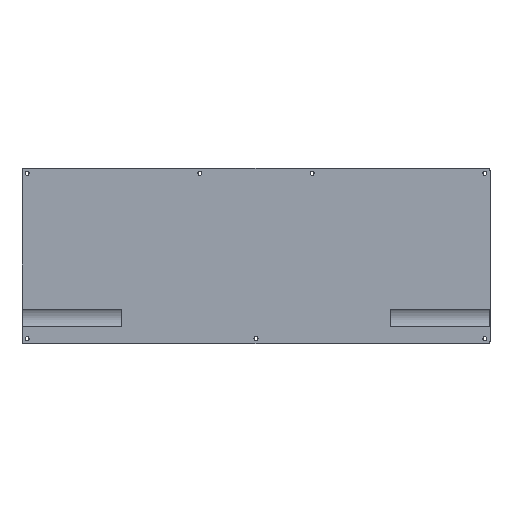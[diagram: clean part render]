
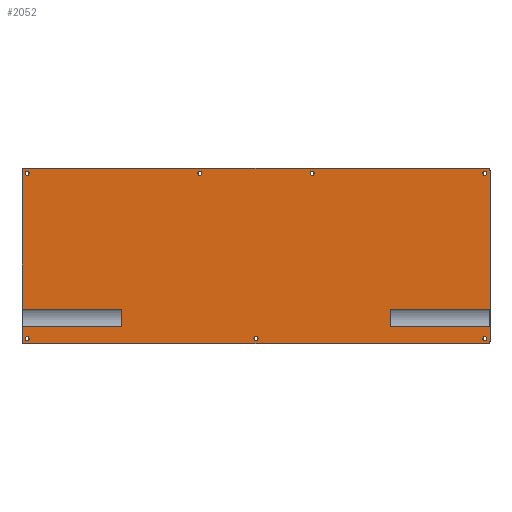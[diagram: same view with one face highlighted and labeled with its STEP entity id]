
A CAD part, top view. The second image highlights one B-rep face of the part: STEP entity #2052.
In plain terms, the highlighted planar face has unit normal (0, 0, 1).
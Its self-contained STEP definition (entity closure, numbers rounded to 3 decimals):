
#484 = VERTEX_POINT('',#485);
#485 = CARTESIAN_POINT('',(-127.25,74.,-3.));
#493 = VERTEX_POINT('',#494);
#494 = CARTESIAN_POINT('',(-127.25,-18.5,-3.));
#500 = EDGE_CURVE('',#484,#493,#501,.T.);
#501 = LINE('',#502,#503);
#502 = CARTESIAN_POINT('',(-127.25,74.,-3.));
#503 = VECTOR('',#504,1.);
#504 = DIRECTION('',(0.,-1.,0.));
#517 = VERTEX_POINT('',#518);
#518 = CARTESIAN_POINT('',(-125.75,75.5,-3.));
#524 = EDGE_CURVE('',#484,#517,#525,.T.);
#525 = CIRCLE('',#526,1.5);
#526 = AXIS2_PLACEMENT_3D('',#527,#528,#529);
#527 = CARTESIAN_POINT('',(-125.75,74.,-3.));
#528 = DIRECTION('',(-0.,-0.,-1.));
#529 = DIRECTION('',(0.,-1.,0.));
#540 = VERTEX_POINT('',#541);
#541 = CARTESIAN_POINT('',(125.75,75.5,-3.));
#549 = EDGE_CURVE('',#540,#517,#550,.T.);
#550 = LINE('',#551,#552);
#551 = CARTESIAN_POINT('',(125.75,75.5,-3.));
#552 = VECTOR('',#553,1.);
#553 = DIRECTION('',(-1.,0.,0.));
#566 = VERTEX_POINT('',#567);
#567 = CARTESIAN_POINT('',(127.25,74.,-3.));
#573 = EDGE_CURVE('',#540,#566,#574,.T.);
#574 = CIRCLE('',#575,1.5);
#575 = AXIS2_PLACEMENT_3D('',#576,#577,#578);
#576 = CARTESIAN_POINT('',(125.75,74.,-3.));
#577 = DIRECTION('',(0.,0.,-1.));
#578 = DIRECTION('',(-1.,0.,0.));
#589 = VERTEX_POINT('',#590);
#590 = CARTESIAN_POINT('',(127.25,-18.5,-3.));
#598 = EDGE_CURVE('',#589,#566,#599,.T.);
#599 = LINE('',#600,#601);
#600 = CARTESIAN_POINT('',(127.25,-18.5,-3.));
#601 = VECTOR('',#602,1.);
#602 = DIRECTION('',(0.,1.,0.));
#615 = VERTEX_POINT('',#616);
#616 = CARTESIAN_POINT('',(125.75,-20.,-3.));
#622 = EDGE_CURVE('',#589,#615,#623,.T.);
#623 = CIRCLE('',#624,1.5);
#624 = AXIS2_PLACEMENT_3D('',#625,#626,#627);
#625 = CARTESIAN_POINT('',(125.75,-18.5,-3.));
#626 = DIRECTION('',(0.,0.,-1.));
#627 = DIRECTION('',(0.,1.,0.));
#638 = VERTEX_POINT('',#639);
#639 = CARTESIAN_POINT('',(-125.75,-20.,-3.));
#647 = EDGE_CURVE('',#638,#615,#648,.T.);
#648 = LINE('',#649,#650);
#649 = CARTESIAN_POINT('',(-125.75,-20.,-3.));
#650 = VECTOR('',#651,1.);
#651 = DIRECTION('',(1.,0.,0.));
#664 = EDGE_CURVE('',#638,#493,#665,.T.);
#665 = CIRCLE('',#666,1.5);
#666 = AXIS2_PLACEMENT_3D('',#667,#668,#669);
#667 = CARTESIAN_POINT('',(-125.75,-18.5,-3.));
#668 = DIRECTION('',(0.,0.,-1.));
#669 = DIRECTION('',(1.,0.,0.));
#2032 = VERTEX_POINT('',#2033);
#2033 = CARTESIAN_POINT('',(125.577,72.727,-3.));
#2039 = EDGE_CURVE('',#2032,#2032,#2040,.T.);
#2040 = CIRCLE('',#2041,1.1);
#2041 = AXIS2_PLACEMENT_3D('',#2042,#2043,#2044);
#2042 = CARTESIAN_POINT('',(124.477,72.727,-3.));
#2043 = DIRECTION('',(0.,0.,1.));
#2044 = DIRECTION('',(1.,0.,0.));
#2052 = ADVANCED_FACE('',(#2053,#2063,#2074,#2108,#2119,#2130,#2164,
    #2175,#2186,#2197),#2200,.T.);
#2053 = FACE_BOUND('',#2054,.T.);
#2054 = EDGE_LOOP('',(#2055,#2056,#2057,#2058,#2059,#2060,#2061,#2062));
#2055 = ORIENTED_EDGE('',*,*,#500,.T.);
#2056 = ORIENTED_EDGE('',*,*,#664,.F.);
#2057 = ORIENTED_EDGE('',*,*,#647,.T.);
#2058 = ORIENTED_EDGE('',*,*,#622,.F.);
#2059 = ORIENTED_EDGE('',*,*,#598,.T.);
#2060 = ORIENTED_EDGE('',*,*,#573,.F.);
#2061 = ORIENTED_EDGE('',*,*,#549,.T.);
#2062 = ORIENTED_EDGE('',*,*,#524,.F.);
#2063 = FACE_BOUND('',#2064,.T.);
#2064 = EDGE_LOOP('',(#2065));
#2065 = ORIENTED_EDGE('',*,*,#2066,.F.);
#2066 = EDGE_CURVE('',#2067,#2067,#2069,.T.);
#2067 = VERTEX_POINT('',#2068);
#2068 = CARTESIAN_POINT('',(-123.377,-17.23,-3.));
#2069 = CIRCLE('',#2070,1.1);
#2070 = AXIS2_PLACEMENT_3D('',#2071,#2072,#2073);
#2071 = CARTESIAN_POINT('',(-124.477,-17.23,-3.));
#2072 = DIRECTION('',(0.,0.,1.));
#2073 = DIRECTION('',(1.,0.,0.));
#2074 = FACE_BOUND('',#2075,.T.);
#2075 = EDGE_LOOP('',(#2076,#2086,#2094,#2102));
#2076 = ORIENTED_EDGE('',*,*,#2077,.F.);
#2077 = EDGE_CURVE('',#2078,#2080,#2082,.T.);
#2078 = VERTEX_POINT('',#2079);
#2079 = CARTESIAN_POINT('',(-73.,-10.826,-3.));
#2080 = VERTEX_POINT('',#2081);
#2081 = CARTESIAN_POINT('',(-73.,-1.174,-3.));
#2082 = LINE('',#2083,#2084);
#2083 = CARTESIAN_POINT('',(-73.,10.875,-3.));
#2084 = VECTOR('',#2085,1.);
#2085 = DIRECTION('',(0.,1.,0.));
#2086 = ORIENTED_EDGE('',*,*,#2087,.T.);
#2087 = EDGE_CURVE('',#2078,#2088,#2090,.T.);
#2088 = VERTEX_POINT('',#2089);
#2089 = CARTESIAN_POINT('',(-127.,-10.826,-3.));
#2090 = LINE('',#2091,#2092);
#2091 = CARTESIAN_POINT('',(-127.,-10.826,-3.));
#2092 = VECTOR('',#2093,1.);
#2093 = DIRECTION('',(-1.,-0.,-0.));
#2094 = ORIENTED_EDGE('',*,*,#2095,.T.);
#2095 = EDGE_CURVE('',#2088,#2096,#2098,.T.);
#2096 = VERTEX_POINT('',#2097);
#2097 = CARTESIAN_POINT('',(-127.,-1.174,-3.));
#2098 = LINE('',#2099,#2100);
#2099 = CARTESIAN_POINT('',(-127.,10.875,-3.));
#2100 = VECTOR('',#2101,1.);
#2101 = DIRECTION('',(0.,1.,0.));
#2102 = ORIENTED_EDGE('',*,*,#2103,.F.);
#2103 = EDGE_CURVE('',#2080,#2096,#2104,.T.);
#2104 = LINE('',#2105,#2106);
#2105 = CARTESIAN_POINT('',(-127.,-1.174,-3.));
#2106 = VECTOR('',#2107,1.);
#2107 = DIRECTION('',(-1.,-0.,-0.));
#2108 = FACE_BOUND('',#2109,.T.);
#2109 = EDGE_LOOP('',(#2110));
#2110 = ORIENTED_EDGE('',*,*,#2111,.F.);
#2111 = EDGE_CURVE('',#2112,#2112,#2114,.T.);
#2112 = VERTEX_POINT('',#2113);
#2113 = CARTESIAN_POINT('',(1.1,-17.23,-3.));
#2114 = CIRCLE('',#2115,1.1);
#2115 = AXIS2_PLACEMENT_3D('',#2116,#2117,#2118);
#2116 = CARTESIAN_POINT('',(0.,-17.23,-3.));
#2117 = DIRECTION('',(0.,0.,1.));
#2118 = DIRECTION('',(1.,0.,0.));
#2119 = FACE_BOUND('',#2120,.T.);
#2120 = EDGE_LOOP('',(#2121));
#2121 = ORIENTED_EDGE('',*,*,#2122,.F.);
#2122 = EDGE_CURVE('',#2123,#2123,#2125,.T.);
#2123 = VERTEX_POINT('',#2124);
#2124 = CARTESIAN_POINT('',(125.577,-17.23,-3.));
#2125 = CIRCLE('',#2126,1.1);
#2126 = AXIS2_PLACEMENT_3D('',#2127,#2128,#2129);
#2127 = CARTESIAN_POINT('',(124.477,-17.23,-3.));
#2128 = DIRECTION('',(0.,0.,1.));
#2129 = DIRECTION('',(1.,0.,0.));
#2130 = FACE_BOUND('',#2131,.T.);
#2131 = EDGE_LOOP('',(#2132,#2142,#2150,#2158));
#2132 = ORIENTED_EDGE('',*,*,#2133,.T.);
#2133 = EDGE_CURVE('',#2134,#2136,#2138,.T.);
#2134 = VERTEX_POINT('',#2135);
#2135 = CARTESIAN_POINT('',(73.,-10.826,-3.));
#2136 = VERTEX_POINT('',#2137);
#2137 = CARTESIAN_POINT('',(73.,-1.174,-3.));
#2138 = LINE('',#2139,#2140);
#2139 = CARTESIAN_POINT('',(73.,10.875,-3.));
#2140 = VECTOR('',#2141,1.);
#2141 = DIRECTION('',(0.,1.,0.));
#2142 = ORIENTED_EDGE('',*,*,#2143,.T.);
#2143 = EDGE_CURVE('',#2136,#2144,#2146,.T.);
#2144 = VERTEX_POINT('',#2145);
#2145 = CARTESIAN_POINT('',(127.,-1.174,-3.));
#2146 = LINE('',#2147,#2148);
#2147 = CARTESIAN_POINT('',(127.,-1.174,-3.));
#2148 = VECTOR('',#2149,1.);
#2149 = DIRECTION('',(1.,0.,0.));
#2150 = ORIENTED_EDGE('',*,*,#2151,.F.);
#2151 = EDGE_CURVE('',#2152,#2144,#2154,.T.);
#2152 = VERTEX_POINT('',#2153);
#2153 = CARTESIAN_POINT('',(127.,-10.826,-3.));
#2154 = LINE('',#2155,#2156);
#2155 = CARTESIAN_POINT('',(127.,10.875,-3.));
#2156 = VECTOR('',#2157,1.);
#2157 = DIRECTION('',(0.,1.,0.));
#2158 = ORIENTED_EDGE('',*,*,#2159,.F.);
#2159 = EDGE_CURVE('',#2134,#2152,#2160,.T.);
#2160 = LINE('',#2161,#2162);
#2161 = CARTESIAN_POINT('',(127.,-10.826,-3.));
#2162 = VECTOR('',#2163,1.);
#2163 = DIRECTION('',(1.,0.,0.));
#2164 = FACE_BOUND('',#2165,.T.);
#2165 = EDGE_LOOP('',(#2166));
#2166 = ORIENTED_EDGE('',*,*,#2167,.F.);
#2167 = EDGE_CURVE('',#2168,#2168,#2170,.T.);
#2168 = VERTEX_POINT('',#2169);
#2169 = CARTESIAN_POINT('',(-123.377,72.727,-3.));
#2170 = CIRCLE('',#2171,1.1);
#2171 = AXIS2_PLACEMENT_3D('',#2172,#2173,#2174);
#2172 = CARTESIAN_POINT('',(-124.477,72.727,-3.));
#2173 = DIRECTION('',(0.,0.,1.));
#2174 = DIRECTION('',(1.,0.,0.));
#2175 = FACE_BOUND('',#2176,.T.);
#2176 = EDGE_LOOP('',(#2177));
#2177 = ORIENTED_EDGE('',*,*,#2178,.F.);
#2178 = EDGE_CURVE('',#2179,#2179,#2181,.T.);
#2179 = VERTEX_POINT('',#2180);
#2180 = CARTESIAN_POINT('',(-29.4,72.727,-3.));
#2181 = CIRCLE('',#2182,1.1);
#2182 = AXIS2_PLACEMENT_3D('',#2183,#2184,#2185);
#2183 = CARTESIAN_POINT('',(-30.5,72.727,-3.));
#2184 = DIRECTION('',(0.,0.,1.));
#2185 = DIRECTION('',(1.,0.,0.));
#2186 = FACE_BOUND('',#2187,.T.);
#2187 = EDGE_LOOP('',(#2188));
#2188 = ORIENTED_EDGE('',*,*,#2189,.F.);
#2189 = EDGE_CURVE('',#2190,#2190,#2192,.T.);
#2190 = VERTEX_POINT('',#2191);
#2191 = CARTESIAN_POINT('',(31.6,72.727,-3.));
#2192 = CIRCLE('',#2193,1.1);
#2193 = AXIS2_PLACEMENT_3D('',#2194,#2195,#2196);
#2194 = CARTESIAN_POINT('',(30.5,72.727,-3.));
#2195 = DIRECTION('',(0.,0.,1.));
#2196 = DIRECTION('',(1.,0.,0.));
#2197 = FACE_BOUND('',#2198,.T.);
#2198 = EDGE_LOOP('',(#2199));
#2199 = ORIENTED_EDGE('',*,*,#2039,.F.);
#2200 = PLANE('',#2201);
#2201 = AXIS2_PLACEMENT_3D('',#2202,#2203,#2204);
#2202 = CARTESIAN_POINT('',(0.,27.75,-3.));
#2203 = DIRECTION('',(0.,0.,1.));
#2204 = DIRECTION('',(1.,0.,0.));
